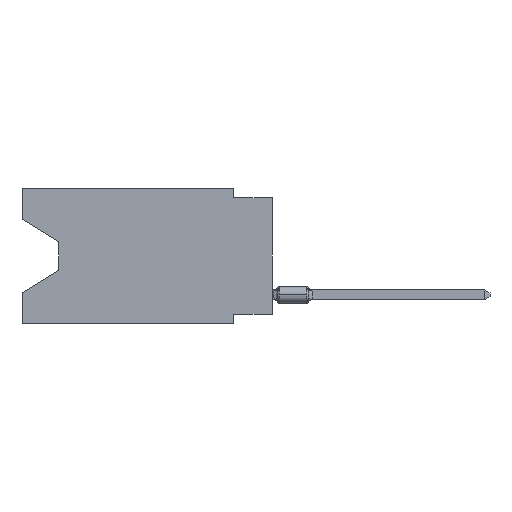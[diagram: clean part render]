
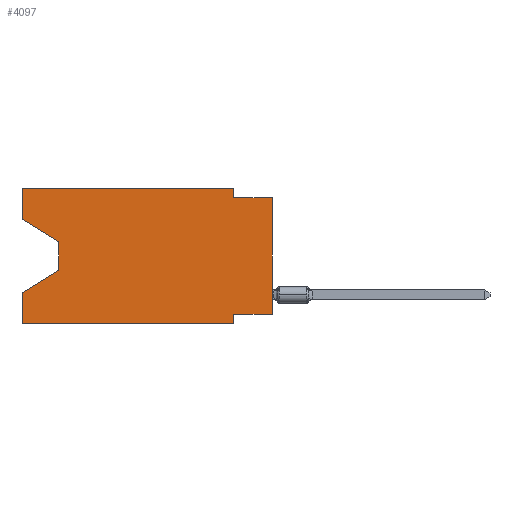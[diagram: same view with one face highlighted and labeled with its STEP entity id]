
A CAD part, left-side view. The second image highlights one B-rep face of the part: STEP entity #4097.
In plain terms, the highlighted planar face has unit normal (-1, 0, 0).
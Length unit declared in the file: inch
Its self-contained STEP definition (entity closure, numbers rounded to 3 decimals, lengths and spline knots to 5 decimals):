
#31 = DIRECTION ( 'NONE',  ( 0., 0., -1. ) ) ;
#92 = VECTOR ( 'NONE', #12704, 39.37008 ) ;
#421 = LINE ( 'NONE', #17054, #4276 ) ;
#435 = VECTOR ( 'NONE', #2436, 39.37008 ) ;
#896 = DIRECTION ( 'NONE',  ( 0., 0., -1. ) ) ;
#1170 = CARTESIAN_POINT ( 'NONE',  ( 0., 0.55, -0.212 ) ) ;
#1562 = VERTEX_POINT ( 'NONE', #16269 ) ;
#1668 = CARTESIAN_POINT ( 'NONE',  ( 0., 0.1, -0.35 ) ) ;
#1932 = CARTESIAN_POINT ( 'NONE',  ( 0., 0., -0.325 ) ) ;
#2064 = VERTEX_POINT ( 'NONE', #1668 ) ;
#2294 = LINE ( 'NONE', #11433, #14027 ) ;
#2436 = DIRECTION ( 'NONE',  ( 0., 0., -1. ) ) ;
#2487 = DIRECTION ( 'NONE',  ( 0., -1., 0. ) ) ;
#2801 = ORIENTED_EDGE ( 'NONE', *, *, #14666, .T. ) ;
#2833 = VECTOR ( 'NONE', #14431, 39.37008 ) ;
#2911 = ORIENTED_EDGE ( 'NONE', *, *, #7093, .F. ) ;
#3126 = ORIENTED_EDGE ( 'NONE', *, *, #12093, .F. ) ;
#3166 = VECTOR ( 'NONE', #4493, 39.37008 ) ;
#3643 = VERTEX_POINT ( 'NONE', #14433 ) ;
#3742 = PLANE ( 'NONE',  #13968 ) ;
#3896 = CARTESIAN_POINT ( 'NONE',  ( 0., 0.55, -0.212 ) ) ;
#3902 = ORIENTED_EDGE ( 'NONE', *, *, #17142, .F. ) ;
#4018 = VECTOR ( 'NONE', #13311, 39.37008 ) ;
#4097 = ADVANCED_FACE ( 'NONE', ( #8208 ), #3742, .F. ) ;
#4133 = VERTEX_POINT ( 'NONE', #13018 ) ;
#4207 = VERTEX_POINT ( 'NONE', #11992 ) ;
#4276 = VECTOR ( 'NONE', #31, 39.37008 ) ;
#4405 = ORIENTED_EDGE ( 'NONE', *, *, #5717, .F. ) ;
#4493 = DIRECTION ( 'NONE',  ( 0., 0., 1. ) ) ;
#4566 = EDGE_CURVE ( 'NONE', #4207, #5040, #11948, .T. ) ;
#4735 = LINE ( 'NONE', #15207, #13674 ) ;
#5040 = VERTEX_POINT ( 'NONE', #17825 ) ;
#5450 = EDGE_CURVE ( 'NONE', #9436, #14305, #15011, .T. ) ;
#5522 = LINE ( 'NONE', #8682, #18296 ) ;
#5619 = ORIENTED_EDGE ( 'NONE', *, *, #5450, .T. ) ;
#5704 = DIRECTION ( 'NONE',  ( 0., -1., 0. ) ) ;
#5717 = EDGE_CURVE ( 'NONE', #3643, #1562, #17271, .T. ) ;
#5883 = EDGE_CURVE ( 'NONE', #4133, #14305, #5522, .T. ) ;
#6088 = LINE ( 'NONE', #14774, #8043 ) ;
#6123 = CARTESIAN_POINT ( 'NONE',  ( 0., 0.55, -0.138 ) ) ;
#7093 = EDGE_CURVE ( 'NONE', #10860, #2064, #421, .T. ) ;
#7201 = ORIENTED_EDGE ( 'NONE', *, *, #11212, .T. ) ;
#7680 = CARTESIAN_POINT ( 'NONE',  ( 0., 0.645, -0.26975 ) ) ;
#8043 = VECTOR ( 'NONE', #8966, 39.37008 ) ;
#8102 = CARTESIAN_POINT ( 'NONE',  ( 0., 0., -0.025 ) ) ;
#8208 = FACE_OUTER_BOUND ( 'NONE', #11823, .T. ) ;
#8337 = CARTESIAN_POINT ( 'NONE',  ( 0., 0.645, -0.08025 ) ) ;
#8614 = ORIENTED_EDGE ( 'NONE', *, *, #16448, .F. ) ;
#8682 = CARTESIAN_POINT ( 'NONE',  ( 0., 0.645, 0. ) ) ;
#8966 = DIRECTION ( 'NONE',  ( 0., 1., 0. ) ) ;
#9436 = VERTEX_POINT ( 'NONE', #3896 ) ;
#9847 = EDGE_CURVE ( 'NONE', #4207, #12626, #17410, .T. ) ;
#10860 = VERTEX_POINT ( 'NONE', #19049 ) ;
#10950 = ORIENTED_EDGE ( 'NONE', *, *, #5883, .F. ) ;
#11212 = EDGE_CURVE ( 'NONE', #16838, #13554, #4735, .T. ) ;
#11433 = CARTESIAN_POINT ( 'NONE',  ( 0., 0.645, 0. ) ) ;
#11625 = LINE ( 'NONE', #11725, #18926 ) ;
#11725 = CARTESIAN_POINT ( 'NONE',  ( 0., 0.55, -0.138 ) ) ;
#11823 = EDGE_LOOP ( 'NONE', ( #14253, #14738, #5619, #10950, #2801, #2911, #3902, #7201, #8614, #4405, #3126, #17997 ) ) ;
#11864 = LINE ( 'NONE', #17957, #14049 ) ;
#11948 = LINE ( 'NONE', #12045, #3166 ) ;
#11992 = CARTESIAN_POINT ( 'NONE',  ( 0., 0.645, -0.08025 ) ) ;
#12045 = CARTESIAN_POINT ( 'NONE',  ( 0., 0.645, 0. ) ) ;
#12093 = EDGE_CURVE ( 'NONE', #5040, #3643, #2294, .T. ) ;
#12626 = VERTEX_POINT ( 'NONE', #6123 ) ;
#12704 = DIRECTION ( 'NONE',  ( 0., -1., 0. ) ) ;
#12913 = CARTESIAN_POINT ( 'NONE',  ( 0., 0.645, 0. ) ) ;
#13018 = CARTESIAN_POINT ( 'NONE',  ( 0., 0.645, -0.35 ) ) ;
#13311 = DIRECTION ( 'NONE',  ( 0., 0.855, -0.519 ) ) ;
#13554 = VERTEX_POINT ( 'NONE', #15607 ) ;
#13674 = VECTOR ( 'NONE', #15491, 39.37008 ) ;
#13968 = AXIS2_PLACEMENT_3D ( 'NONE', #12913, #17196, #17600 ) ;
#14027 = VECTOR ( 'NONE', #2487, 39.37008 ) ;
#14049 = VECTOR ( 'NONE', #5704, 39.37008 ) ;
#14098 = LINE ( 'NONE', #8102, #92 ) ;
#14253 = ORIENTED_EDGE ( 'NONE', *, *, #9847, .T. ) ;
#14305 = VERTEX_POINT ( 'NONE', #7680 ) ;
#14431 = DIRECTION ( 'NONE',  ( 0., -0.855, -0.519 ) ) ;
#14433 = CARTESIAN_POINT ( 'NONE',  ( 0., 0.1, 0. ) ) ;
#14666 = EDGE_CURVE ( 'NONE', #4133, #2064, #11864, .T. ) ;
#14738 = ORIENTED_EDGE ( 'NONE', *, *, #19239, .T. ) ;
#14774 = CARTESIAN_POINT ( 'NONE',  ( 0., 0., -0.325 ) ) ;
#14780 = DIRECTION ( 'NONE',  ( 0., 0., 1. ) ) ;
#15011 = LINE ( 'NONE', #1170, #4018 ) ;
#15207 = CARTESIAN_POINT ( 'NONE',  ( 0., 0., 0. ) ) ;
#15491 = DIRECTION ( 'NONE',  ( 0., 0., 1. ) ) ;
#15607 = CARTESIAN_POINT ( 'NONE',  ( 0., 0., -0.025 ) ) ;
#16078 = CARTESIAN_POINT ( 'NONE',  ( 0., 0.1, 0. ) ) ;
#16269 = CARTESIAN_POINT ( 'NONE',  ( 0., 0.1, -0.025 ) ) ;
#16448 = EDGE_CURVE ( 'NONE', #1562, #13554, #14098, .T. ) ;
#16838 = VERTEX_POINT ( 'NONE', #1932 ) ;
#17054 = CARTESIAN_POINT ( 'NONE',  ( 0., 0.1, -0.35 ) ) ;
#17142 = EDGE_CURVE ( 'NONE', #16838, #10860, #6088, .T. ) ;
#17196 = DIRECTION ( 'NONE',  ( 1., 0., 0. ) ) ;
#17271 = LINE ( 'NONE', #16078, #435 ) ;
#17410 = LINE ( 'NONE', #8337, #2833 ) ;
#17600 = DIRECTION ( 'NONE',  ( 0., 0., -1. ) ) ;
#17825 = CARTESIAN_POINT ( 'NONE',  ( 0., 0.645, 0. ) ) ;
#17957 = CARTESIAN_POINT ( 'NONE',  ( 0., 0.645, -0.35 ) ) ;
#17997 = ORIENTED_EDGE ( 'NONE', *, *, #4566, .F. ) ;
#18296 = VECTOR ( 'NONE', #14780, 39.37008 ) ;
#18926 = VECTOR ( 'NONE', #896, 39.37008 ) ;
#19049 = CARTESIAN_POINT ( 'NONE',  ( 0., 0.1, -0.325 ) ) ;
#19239 = EDGE_CURVE ( 'NONE', #12626, #9436, #11625, .T. ) ;
